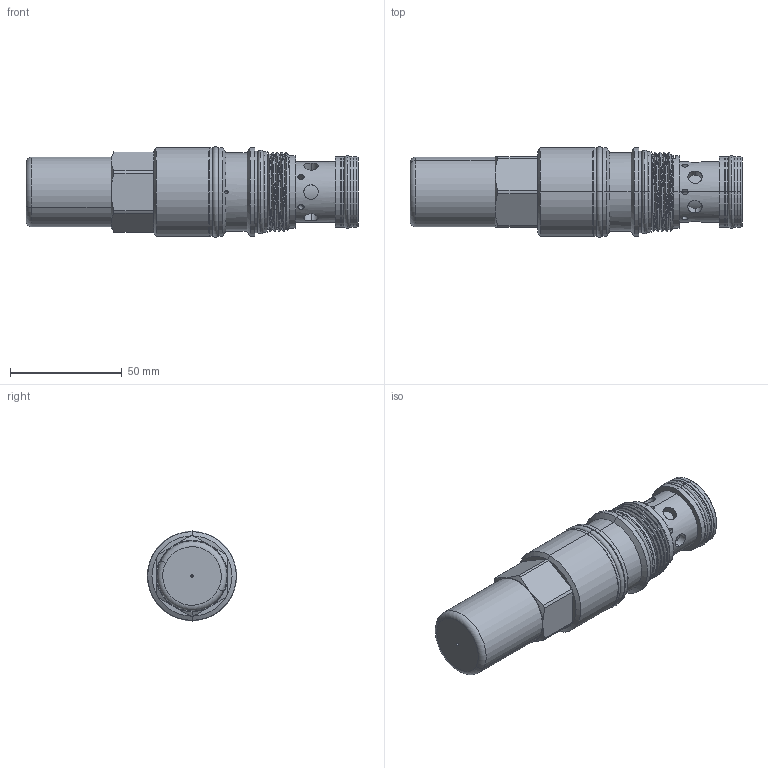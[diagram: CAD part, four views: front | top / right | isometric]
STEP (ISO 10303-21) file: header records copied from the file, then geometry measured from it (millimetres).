
FILE_DESCRIPTION (( 'STEP AP203' ), '1' );
FILE_NAME ('SD17A30-C.STEP', '2020-03-27T02:04:54', ( '' ), ( '' ), 'SwSTEP 2.0', 'SolidWorks 2018', '' );
FILE_SCHEMA (( 'CONFIG_CONTROL_DESIGN' ));
Length unit declared in the file: millimetre
Products named in the file (1): SD17A30-C
Bounding box: 148.5 x 40.39 x 40.39 mm (x, y, z)
Volume: 116915 mm3; surface area: 34008 mm2
Topology: 8 solids, 8 shells, 309 faces, 718 edges, 444 vertices
Faces by surface type: cylinder 156, plane 66, cone 43, torus 35, bspline 9
Entity records: 17343 total; most frequent: CARTESIAN_POINT 10462, ORIENTED_EDGE 1432, DIRECTION 1416, EDGE_CURVE 716, AXIS2_PLACEMENT_3D 591, VERTEX_POINT 444, EDGE_LOOP 344, FACE_OUTER_BOUND 309
